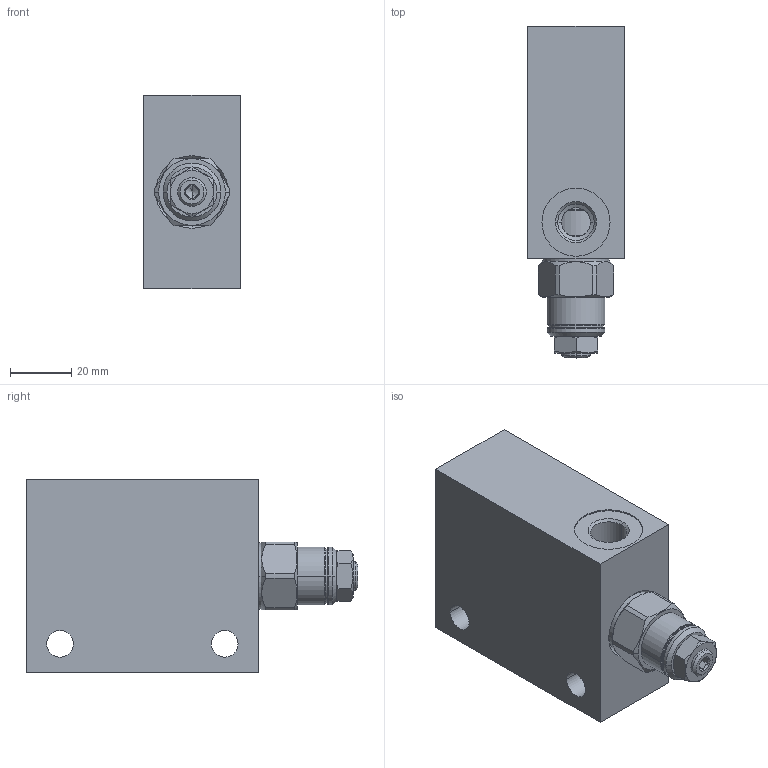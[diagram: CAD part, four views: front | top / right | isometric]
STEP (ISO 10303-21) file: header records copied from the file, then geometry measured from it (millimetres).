
FILE_DESCRIPTION((''),'2;1');
FILE_NAME('CBBALHN-ECT_ASM','2024-04-22T',('ProEService'),(''),'PRO/ENGINEER BY PARAMETRIC TECHNOLOGY CORPORATION, 2014200','PRO/ENGINEER BY PARAMETRIC TECHNOLOGY CORPORATION, 2014200','');
FILE_SCHEMA(('CONFIG_CONTROL_DESIGN'));
Length unit declared in the file: inch
Products named in the file (3): 150-239-007; CBBALHN; CBBALHN-ECT_ASM
Assembly tree (2 placements, depth 2):
  CBBALHN-ECT_ASM
    150-239-007
    CBBALHN
Bounding box: 31.75 x 108.74 x 63.5 mm (x, y, z)
Volume: 150112.1 mm3; surface area: 32992.7 mm2
Topology: 5 solids, 7 shells, 254 faces, 708 edges, 548 vertices
Faces by surface type: cylinder 92, plane 58, cone 56, torus 36, revolution 12
Entity records: 9274 total; most frequent: CARTESIAN_POINT 2656, DIRECTION 1464, ORIENTED_EDGE 1124, EDGE_CURVE 562, AXIS2_PLACEMENT_3D 559, VERTEX_POINT 337, VECTOR 334, LINE 334
